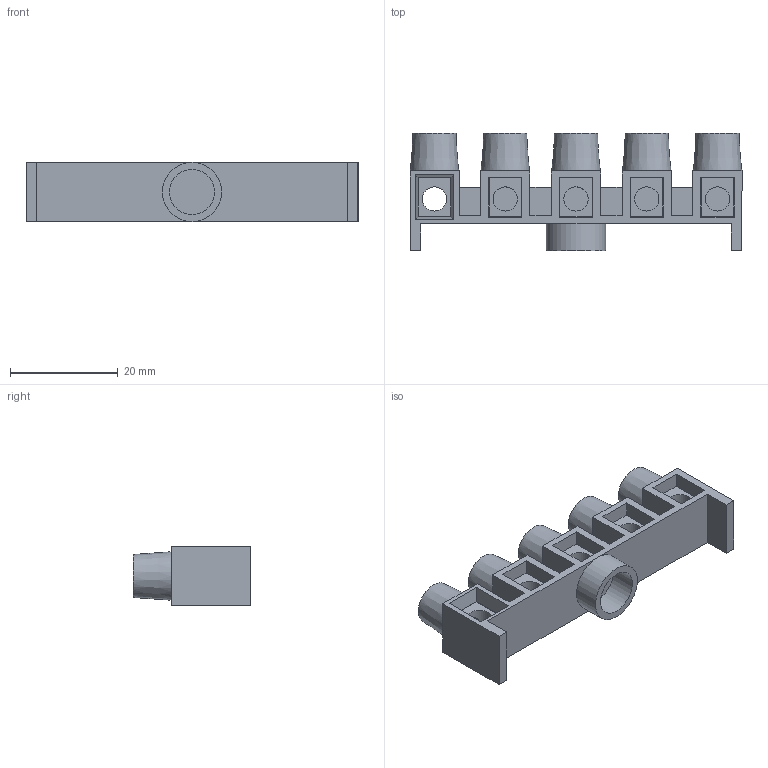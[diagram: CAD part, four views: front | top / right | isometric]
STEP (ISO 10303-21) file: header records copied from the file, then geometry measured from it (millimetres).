
FILE_DESCRIPTION (( 'STEP AP214' ), '1' );
FILE_NAME ('2017342.stp', '2022-09-22T12:39:49', ( '' ), ( '' ), 'SwSTEP 2.0', 'SolidWorks 2020', '' );
FILE_SCHEMA (( 'AUTOMOTIVE_DESIGN' ));
Length unit declared in the file: millimetre
Products named in the file (4): EK135-02_Standard; WNF-6501_Standard; 0066406_Standard; 2017342
Assembly tree (11 placements, depth 2):
  2017342
    0066406_Standard
    EK135-02_Standard  x5
    WNF-6501_Standard  x5
Bounding box: 61.7 x 21.8 x 11 mm (x, y, z)
Volume: 5853.4 mm3; surface area: 9023 mm2
Topology: 11 solids, 11 shells, 189 faces, 446 edges, 295 vertices
Faces by surface type: plane 151, cylinder 23, cone 15
Full cylindrical faces by diameter (mm): 3 x5, 4 x5, 4.5 x5, 6.5 x5, 8.4 x1, 11 x1
Entity records: 3714 total; most frequent: CARTESIAN_POINT 674, DIRECTION 582, ORIENTED_EDGE 550, EDGE_CURVE 275, LINE 228, VECTOR 228, VERTEX_POINT 193, AXIS2_PLACEMENT_3D 177
